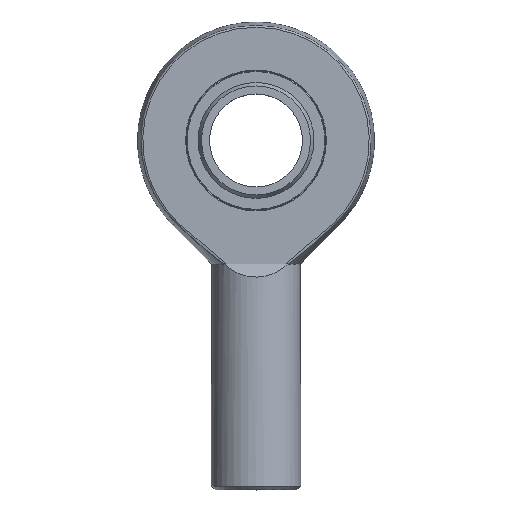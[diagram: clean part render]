
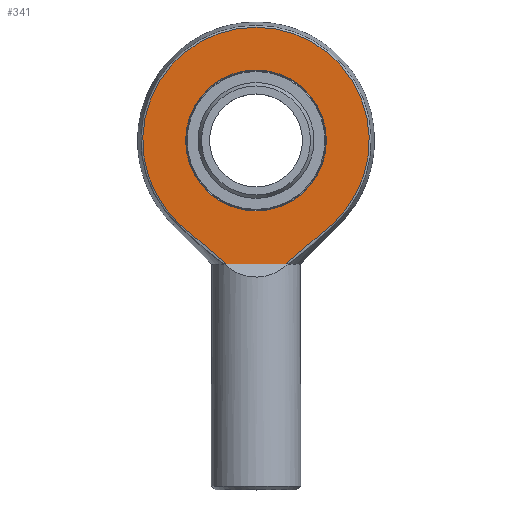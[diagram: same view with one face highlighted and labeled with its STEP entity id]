
A CAD part, top view. The second image highlights one B-rep face of the part: STEP entity #341.
In plain terms, the highlighted planar face has unit normal (0, 0, 1).
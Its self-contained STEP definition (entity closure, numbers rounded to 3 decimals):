
#26 = CARTESIAN_POINT ( 'NONE',  ( -20.788, -22.274, 8.5 ) ) ;
#38 = CARTESIAN_POINT ( 'NONE',  ( -32., -33.255, 8.5 ) ) ;
#42 = CARTESIAN_POINT ( 'NONE',  ( 10.23, -31.576, 8.5 ) ) ;
#53 = DIRECTION ( 'NONE',  ( 0., 0., 1. ) ) ;
#57 = DIRECTION ( 'NONE',  ( 0., 1., 0. ) ) ;
#62 = DIRECTION ( 'NONE',  ( 0., 0., -1. ) ) ;
#70 = CARTESIAN_POINT ( 'NONE',  ( -9.122, -32.442, 8.5 ) ) ;
#78 = VECTOR ( 'NONE', #609, 1000. ) ;
#88 = EDGE_LOOP ( 'NONE', ( #824, #671, #535, #805 ) ) ;
#119 = DIRECTION ( 'NONE',  ( 0., 1., 0. ) ) ;
#131 = CARTESIAN_POINT ( 'NONE',  ( -13.48, -28.881, 8.5 ) ) ;
#171 = EDGE_CURVE ( 'NONE', #795, #919, #741, .T. ) ;
#173 = AXIS2_PLACEMENT_3D ( 'NONE', #468, #764, #119 ) ;
#185 = EDGE_CURVE ( 'NONE', #370, #795, #892, .T. ) ;
#198 = CARTESIAN_POINT ( 'NONE',  ( 18.73, -24.195, 8.5 ) ) ;
#208 = DIRECTION ( 'NONE',  ( 0., 1., 0. ) ) ;
#224 = CARTESIAN_POINT ( 'NONE',  ( -32., 32., 8.5 ) ) ;
#273 = AXIS2_PLACEMENT_3D ( 'NONE', #224, #62, #208 ) ;
#281 = FACE_BOUND ( 'NONE', #378, .T. ) ;
#286 = EDGE_CURVE ( 'NONE', #678, #678, #890, .T. ) ;
#323 = CARTESIAN_POINT ( 'NONE',  ( 7.971, -33.255, 8.5 ) ) ;
#324 = CARTESIAN_POINT ( 'NONE',  ( 20.788, -22.274, 8.5 ) ) ;
#331 = CARTESIAN_POINT ( 'NONE',  ( 12.41, -29.796, 8.5 ) ) ;
#339 = CARTESIAN_POINT ( 'NONE',  ( 7.971, -33.255, 8.5 ) ) ;
#341 = ADVANCED_FACE ( 'NONE', ( #842, #281 ), #562, .F. ) ;
#370 = VERTEX_POINT ( 'NONE', #558 ) ;
#378 = EDGE_LOOP ( 'NONE', ( #928 ) ) ;
#392 = CARTESIAN_POINT ( 'NONE',  ( 9.122, -32.442, 8.5 ) ) ;
#395 = CARTESIAN_POINT ( 'NONE',  ( 0., 18.95, 8.5 ) ) ;
#403 = CARTESIAN_POINT ( 'NONE',  ( -10.23, -31.576, 8.5 ) ) ;
#411 = CARTESIAN_POINT ( 'NONE',  ( -7.971, -33.255, 8.5 ) ) ;
#468 = CARTESIAN_POINT ( 'NONE',  ( 0., 0., 8.5 ) ) ;
#471 = CARTESIAN_POINT ( 'NONE',  ( 16.656, -26.098, 8.5 ) ) ;
#484 = CARTESIAN_POINT ( 'NONE',  ( -16.656, -26.098, 8.5 ) ) ;
#508 = VERTEX_POINT ( 'NONE', #26 ) ;
#535 = ORIENTED_EDGE ( 'NONE', *, *, #787, .T. ) ;
#544 = CARTESIAN_POINT ( 'NONE',  ( 13.48, -28.881, 8.5 ) ) ;
#557 = CARTESIAN_POINT ( 'NONE',  ( 0., 0., 8.5 ) ) ;
#558 = CARTESIAN_POINT ( 'NONE',  ( -7.971, -33.255, 8.5 ) ) ;
#562 = PLANE ( 'NONE',  #273 ) ;
#609 = DIRECTION ( 'NONE',  ( 1., 0., 0. ) ) ;
#671 = ORIENTED_EDGE ( 'NONE', *, *, #171, .T. ) ;
#678 = VERTEX_POINT ( 'NONE', #395 ) ;
#719 = CIRCLE ( 'NONE', #905, 30.467 ) ;
#728 = B_SPLINE_CURVE_WITH_KNOTS ( 'NONE', 3,
 ( #910, #848, #484, #131, #765, #403, #70, #411 ),
 .UNSPECIFIED., .F., .F.,
 ( 4, 2, 2, 4 ),
 ( 0., 0.008, 0.013, 0.017 ),
 .UNSPECIFIED. ) ;
#741 = B_SPLINE_CURVE_WITH_KNOTS ( 'NONE', 3,
 ( #323, #392, #42, #331, #544, #471, #198, #900 ),
 .UNSPECIFIED., .F., .F.,
 ( 4, 2, 2, 4 ),
 ( 0., 0.004, 0.008, 0.017 ),
 .UNSPECIFIED. ) ;
#759 = EDGE_CURVE ( 'NONE', #508, #370, #728, .T. ) ;
#764 = DIRECTION ( 'NONE',  ( 0., 0., -1. ) ) ;
#765 = CARTESIAN_POINT ( 'NONE',  ( -12.41, -29.796, 8.5 ) ) ;
#787 = EDGE_CURVE ( 'NONE', #919, #508, #719, .T. ) ;
#795 = VERTEX_POINT ( 'NONE', #339 ) ;
#805 = ORIENTED_EDGE ( 'NONE', *, *, #759, .T. ) ;
#824 = ORIENTED_EDGE ( 'NONE', *, *, #185, .T. ) ;
#842 = FACE_OUTER_BOUND ( 'NONE', #88, .T. ) ;
#848 = CARTESIAN_POINT ( 'NONE',  ( -18.73, -24.195, 8.5 ) ) ;
#890 = CIRCLE ( 'NONE', #173, 18.95 ) ;
#892 = LINE ( 'NONE', #38, #78 ) ;
#900 = CARTESIAN_POINT ( 'NONE',  ( 20.788, -22.274, 8.5 ) ) ;
#905 = AXIS2_PLACEMENT_3D ( 'NONE', #557, #53, #57 ) ;
#910 = CARTESIAN_POINT ( 'NONE',  ( -20.788, -22.274, 8.5 ) ) ;
#919 = VERTEX_POINT ( 'NONE', #324 ) ;
#928 = ORIENTED_EDGE ( 'NONE', *, *, #286, .T. ) ;
